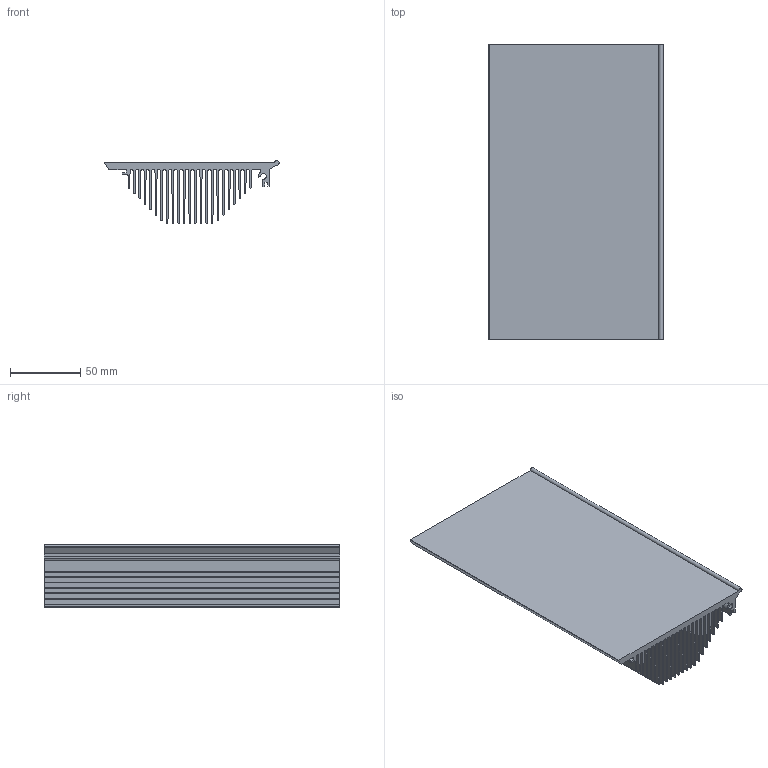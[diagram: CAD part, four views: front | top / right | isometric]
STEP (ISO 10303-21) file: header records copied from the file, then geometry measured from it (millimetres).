
FILE_DESCRIPTION(/* description */ (''),/* implementation_level */ '2;1');
FILE_NAME(/* name */ 'block erupter-heat sink ',/* time_stamp */ '2014-06-10T17:04:36+08:00',/* author */ (''),/* organization */ (''),/* preprocessor_version */ 'ST-DEVELOPER v15',/* originating_system */ '',/* authorisation */ '');
FILE_SCHEMA (('AUTOMOTIVE_DESIGN'));
Length unit declared in the file: millimetre
Products named in the file (1): Document
Bounding box: 124.03 x 210 x 44.58 mm (x, y, z)
Volume: 316913.8 mm3; surface area: 347140.9 mm2
Topology: 1 solids, 1 shells, 174 faces, 516 edges, 344 vertices
Faces by surface type: plane 88, bspline 86
Entity records: 5476 total; most frequent: CARTESIAN_POINT 2430, ORIENTED_EDGE 1032, EDGE_CURVE 516, VERTEX_POINT 344, B_SPLINE_CURVE_WITH_KNOTS 343, ADVANCED_FACE 174, FACE_OUTER_BOUND 174, EDGE_LOOP 174
